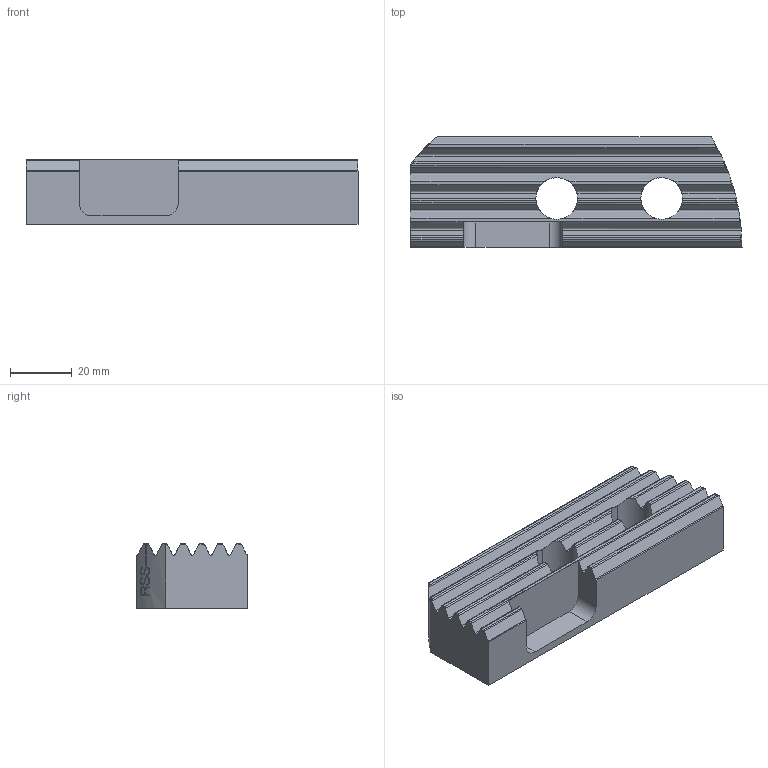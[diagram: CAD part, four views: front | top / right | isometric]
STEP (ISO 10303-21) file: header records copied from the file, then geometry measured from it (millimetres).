
FILE_DESCRIPTION(('no description'),'unknown implementation level');
FILE_NAME('64581844-D76F-4770-9DAB-FB0A834D1333_export.stp',' ',('CIMSOURCE GmbH'),('CADClick - KiM GmbH - www.kimweb.de'),'unknown preprocess','ACIS','unknown authorization');
FILE_SCHEMA(('automotive_design'));
Length unit declared in the file: millimetre
Products named in the file (1): Marke RSS
Bounding box: 107.5 x 35.8 x 20.9 mm (x, y, z)
Volume: 61635.9 mm3; surface area: 15932.8 mm2
Topology: 1 solids, 1 shells, 166 faces, 485 edges, 323 vertices
Faces by surface type: plane 64, cylinder 50, bspline 44, cone 8
Entity records: 14574 total; most frequent: CARTESIAN_POINT 5141, STYLED_ITEM 975, PRESENTATION_STYLE_ASSIGNMENT 975, COLOUR_RGB 975, ORIENTED_EDGE 970, DIRECTION 674, EDGE_CURVE 485, CURVE_STYLE 485
